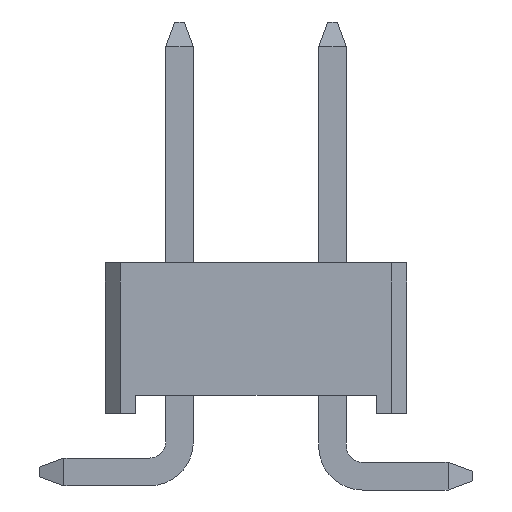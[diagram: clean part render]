
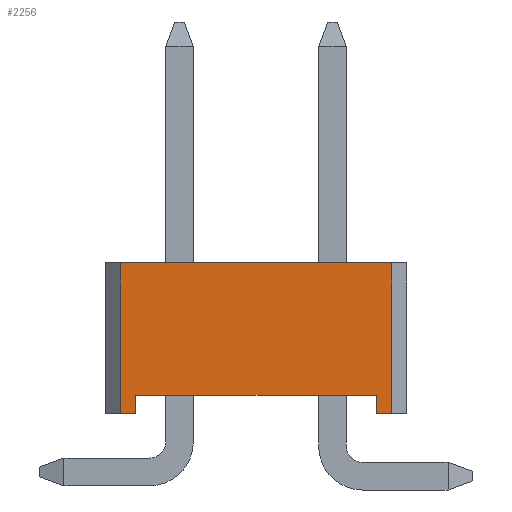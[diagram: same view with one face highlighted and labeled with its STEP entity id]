
A CAD part, left-side view. The second image highlights one B-rep face of the part: STEP entity #2256.
In plain terms, the highlighted planar face has unit normal (-1, 0, 0).
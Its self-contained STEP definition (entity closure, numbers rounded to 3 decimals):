
#39 = EDGE_CURVE ( 'NONE', #1759, #1133, #1238, .T. ) ;
#52 = VERTEX_POINT ( 'NONE', #1067 ) ;
#176 = ORIENTED_EDGE ( 'NONE', *, *, #2688, .T. ) ;
#220 = CARTESIAN_POINT ( 'NONE',  ( 3.175, 0., 0. ) ) ;
#225 = CARTESIAN_POINT ( 'NONE',  ( 3.175, -0.98, 2.5 ) ) ;
#234 = ORIENTED_EDGE ( 'NONE', *, *, #2233, .T. ) ;
#260 = DIRECTION ( 'NONE',  ( 0., 0., 1. ) ) ;
#281 = CARTESIAN_POINT ( 'NONE',  ( 3.175, -0.98, 0. ) ) ;
#317 = CARTESIAN_POINT ( 'NONE',  ( 3.175, -0.73, 0.3 ) ) ;
#342 = CARTESIAN_POINT ( 'NONE',  ( 3.175, -0.73, 0.3 ) ) ;
#347 = EDGE_CURVE ( 'NONE', #2425, #718, #1956, .T. ) ;
#354 = FACE_OUTER_BOUND ( 'NONE', #2127, .T. ) ;
#441 = ORIENTED_EDGE ( 'NONE', *, *, #347, .T. ) ;
#541 = VECTOR ( 'NONE', #1189, 1000. ) ;
#610 = VECTOR ( 'NONE', #260, 1000. ) ;
#616 = LINE ( 'NONE', #1958, #541 ) ;
#698 = DIRECTION ( 'NONE',  ( 0., 1., 0. ) ) ;
#718 = VERTEX_POINT ( 'NONE', #1316 ) ;
#723 = CARTESIAN_POINT ( 'NONE',  ( 3.175, 3.27, 0. ) ) ;
#729 = DIRECTION ( 'NONE',  ( 0., 0., 1. ) ) ;
#777 = EDGE_CURVE ( 'NONE', #2271, #52, #2360, .T. ) ;
#901 = CARTESIAN_POINT ( 'NONE',  ( 3.175, 3.27, 0.3 ) ) ;
#910 = LINE ( 'NONE', #2667, #1661 ) ;
#942 = CARTESIAN_POINT ( 'NONE',  ( 3.175, 3.52, 0. ) ) ;
#1011 = VERTEX_POINT ( 'NONE', #942 ) ;
#1050 = VECTOR ( 'NONE', #1125, 1000. ) ;
#1067 = CARTESIAN_POINT ( 'NONE',  ( 3.175, 3.52, 2.5 ) ) ;
#1125 = DIRECTION ( 'NONE',  ( 0., 1., 0. ) ) ;
#1133 = VERTEX_POINT ( 'NONE', #2633 ) ;
#1155 = EDGE_CURVE ( 'NONE', #52, #1011, #616, .T. ) ;
#1189 = DIRECTION ( 'NONE',  ( 0., 0., -1. ) ) ;
#1238 = LINE ( 'NONE', #342, #2227 ) ;
#1297 = DIRECTION ( 'NONE',  ( 0., 0., -1. ) ) ;
#1316 = CARTESIAN_POINT ( 'NONE',  ( 3.175, 3.27, 0.3 ) ) ;
#1434 = VECTOR ( 'NONE', #698, 1000. ) ;
#1475 = LINE ( 'NONE', #901, #1705 ) ;
#1661 = VECTOR ( 'NONE', #1693, 1000. ) ;
#1693 = DIRECTION ( 'NONE',  ( 0., 1., 0. ) ) ;
#1698 = EDGE_CURVE ( 'NONE', #2425, #1011, #910, .T. ) ;
#1705 = VECTOR ( 'NONE', #2584, 1000. ) ;
#1759 = VERTEX_POINT ( 'NONE', #317 ) ;
#1786 = ORIENTED_EDGE ( 'NONE', *, *, #1971, .F. ) ;
#1826 = VERTEX_POINT ( 'NONE', #2066 ) ;
#1956 = LINE ( 'NONE', #723, #2956 ) ;
#1958 = CARTESIAN_POINT ( 'NONE',  ( 3.175, 3.52, 2.5 ) ) ;
#1971 = EDGE_CURVE ( 'NONE', #1826, #1133, #2489, .T. ) ;
#2066 = CARTESIAN_POINT ( 'NONE',  ( 3.175, -0.98, 0. ) ) ;
#2108 = CARTESIAN_POINT ( 'NONE',  ( 3.175, 0., 2.5 ) ) ;
#2127 = EDGE_LOOP ( 'NONE', ( #441, #176, #2338, #1786, #234, #2526, #2274, #2464 ) ) ;
#2160 = DIRECTION ( 'NONE',  ( 0., 0., 1. ) ) ;
#2227 = VECTOR ( 'NONE', #1297, 1000. ) ;
#2233 = EDGE_CURVE ( 'NONE', #1826, #2271, #3086, .T. ) ;
#2256 = ADVANCED_FACE ( 'NONE', ( #354 ), #2432, .T. ) ;
#2271 = VERTEX_POINT ( 'NONE', #225 ) ;
#2274 = ORIENTED_EDGE ( 'NONE', *, *, #1155, .T. ) ;
#2338 = ORIENTED_EDGE ( 'NONE', *, *, #39, .T. ) ;
#2360 = LINE ( 'NONE', #2108, #1050 ) ;
#2393 = AXIS2_PLACEMENT_3D ( 'NONE', #2408, #2681, #729 ) ;
#2408 = CARTESIAN_POINT ( 'NONE',  ( 3.175, -11.23, -1.27 ) ) ;
#2425 = VERTEX_POINT ( 'NONE', #2928 ) ;
#2432 = PLANE ( 'NONE',  #2393 ) ;
#2464 = ORIENTED_EDGE ( 'NONE', *, *, #1698, .F. ) ;
#2489 = LINE ( 'NONE', #220, #1434 ) ;
#2526 = ORIENTED_EDGE ( 'NONE', *, *, #777, .T. ) ;
#2584 = DIRECTION ( 'NONE',  ( 0., -1., 0. ) ) ;
#2633 = CARTESIAN_POINT ( 'NONE',  ( 3.175, -0.73, 0. ) ) ;
#2667 = CARTESIAN_POINT ( 'NONE',  ( 3.175, 0., 0. ) ) ;
#2681 = DIRECTION ( 'NONE',  ( -1., 0., 0. ) ) ;
#2688 = EDGE_CURVE ( 'NONE', #718, #1759, #1475, .T. ) ;
#2928 = CARTESIAN_POINT ( 'NONE',  ( 3.175, 3.27, 0. ) ) ;
#2956 = VECTOR ( 'NONE', #2160, 1000. ) ;
#3086 = LINE ( 'NONE', #281, #610 ) ;
